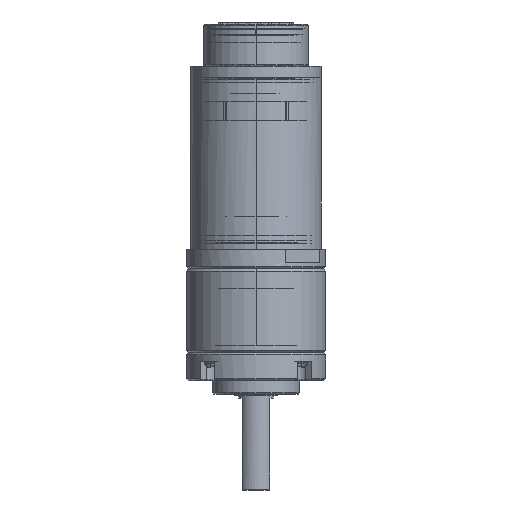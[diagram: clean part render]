
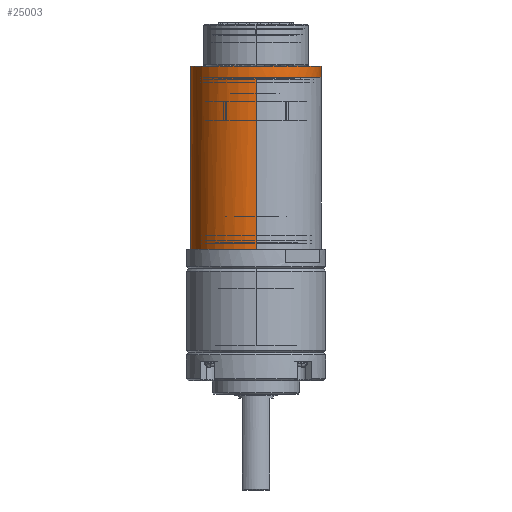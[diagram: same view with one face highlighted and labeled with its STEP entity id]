
A CAD part, left-side view. The second image highlights one B-rep face of the part: STEP entity #25003.
In plain terms, the highlighted cylindrical face has radius 15 mm (diameter 30 mm), a partial arc.
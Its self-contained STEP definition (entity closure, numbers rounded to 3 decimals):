
#3562=CARTESIAN_POINT('',(0.,0.,-1.4));
#3563=DIRECTION('',(0.,0.,1.));
#3564=DIRECTION('',(1.,0.,0.));
#3565=AXIS2_PLACEMENT_3D('',#3562,#3563,#3564);
#3567=DIRECTION('',(0.,0.,1.));
#3568=VECTOR('',#3567,39.4);
#3569=CARTESIAN_POINT('',(15.,0.,-1.4));
#3570=LINE('',#3569,#3568);
#3571=DIRECTION('',(0.,0.,1.));
#3572=VECTOR('',#3571,2.6);
#3573=CARTESIAN_POINT('',(13.566,6.4,38.));
#3574=LINE('',#3573,#3572);
#3575=CARTESIAN_POINT('',(0.,0.,40.6));
#3576=DIRECTION('',(0.,0.,1.));
#3577=DIRECTION('',(0.904,0.427,0.));
#3578=AXIS2_PLACEMENT_3D('',#3575,#3576,#3577);
#3580=DIRECTION('',(0.,0.,1.));
#3581=VECTOR('',#3580,2.6);
#3582=CARTESIAN_POINT('',(13.37,-6.8,38.));
#3583=LINE('',#3582,#3581);
#3584=DIRECTION('',(0.,0.,-1.));
#3585=VECTOR('',#3584,39.4);
#3586=CARTESIAN_POINT('',(-15.,0.,38.));
#3587=LINE('',#3586,#3585);
#3588=CARTESIAN_POINT('',(0.,0.,-1.4));
#3589=DIRECTION('',(0.,0.,1.));
#3590=DIRECTION('',(0.707,0.707,0.));
#3591=AXIS2_PLACEMENT_3D('',#3588,#3589,#3590);
#3614=CARTESIAN_POINT('',(0.,0.,38.));
#3615=DIRECTION('',(0.,0.,1.));
#3616=DIRECTION('',(-1.,0.,0.));
#3617=AXIS2_PLACEMENT_3D('',#3614,#3615,#3616);
#3642=CARTESIAN_POINT('',(0.,0.,38.));
#3643=DIRECTION('',(0.,0.,1.));
#3644=DIRECTION('',(1.,0.,0.));
#3645=AXIS2_PLACEMENT_3D('',#3642,#3643,#3644);
#18184=CARTESIAN_POINT('',(13.566,6.4,40.6));
#18185=CARTESIAN_POINT('',(13.37,-6.8,40.6));
#18186=VERTEX_POINT('',#18184);
#18187=VERTEX_POINT('',#18185);
#18238=CARTESIAN_POINT('',(-15.,0.,38.));
#18239=CARTESIAN_POINT('',(13.37,-6.8,38.));
#18240=VERTEX_POINT('',#18238);
#18241=VERTEX_POINT('',#18239);
#18244=CARTESIAN_POINT('',(13.566,6.4,38.));
#18246=VERTEX_POINT('',#18244);
#18282=CARTESIAN_POINT('',(15.,0.,38.));
#18283=VERTEX_POINT('',#18282);
#21574=CARTESIAN_POINT('',(15.,0.,-1.4));
#21575=CARTESIAN_POINT('',(10.607,10.607,-1.4));
#21576=VERTEX_POINT('',#21574);
#21577=VERTEX_POINT('',#21575);
#21578=CARTESIAN_POINT('',(-15.,0.,-1.4));
#21579=VERTEX_POINT('',#21578);
#24981=CARTESIAN_POINT('',(0.,0.,0.));
#24982=DIRECTION('',(0.,0.,1.));
#24983=DIRECTION('',(1.,0.,0.));
#24984=AXIS2_PLACEMENT_3D('',#24981,#24982,#24983);
#24985=CYLINDRICAL_SURFACE('',#24984,15.);
#24987=ORIENTED_EDGE('',*,*,#24986,.F.);
#24989=ORIENTED_EDGE('',*,*,#24988,.T.);
#24991=ORIENTED_EDGE('',*,*,#24990,.T.);
#24992=ORIENTED_EDGE('',*,*,#24760,.T.);
#24993=ORIENTED_EDGE('',*,*,#24799,.T.);
#24994=ORIENTED_EDGE('',*,*,#24689,.F.);
#24996=ORIENTED_EDGE('',*,*,#24995,.F.);
#24998=ORIENTED_EDGE('',*,*,#24997,.T.);
#25000=ORIENTED_EDGE('',*,*,#24999,.F.);
#25001=EDGE_LOOP('',(#24987,#24989,#24991,#24992,#24993,#24994,#24996,#24998,
#25000));
#25002=FACE_OUTER_BOUND('',#25001,.F.);
#25003=ADVANCED_FACE('',(#25002),#24985,.T.);
#3566=CIRCLE('',#3565,15.);
#3579=CIRCLE('',#3578,15.);
#3592=CIRCLE('',#3591,15.);
#3618=CIRCLE('',#3617,15.);
#3646=CIRCLE('',#3645,15.);
#24689=EDGE_CURVE('',#18241,#18187,#3583,.T.);
#24760=EDGE_CURVE('',#18246,#18186,#3574,.T.);
#24799=EDGE_CURVE('',#18186,#18187,#3579,.T.);
#24986=EDGE_CURVE('',#21576,#21577,#3566,.T.);
#24988=EDGE_CURVE('',#21576,#18283,#3570,.T.);
#24990=EDGE_CURVE('',#18283,#18246,#3646,.T.);
#24995=EDGE_CURVE('',#18240,#18241,#3618,.T.);
#24997=EDGE_CURVE('',#18240,#21579,#3587,.T.);
#24999=EDGE_CURVE('',#21577,#21579,#3592,.T.);
